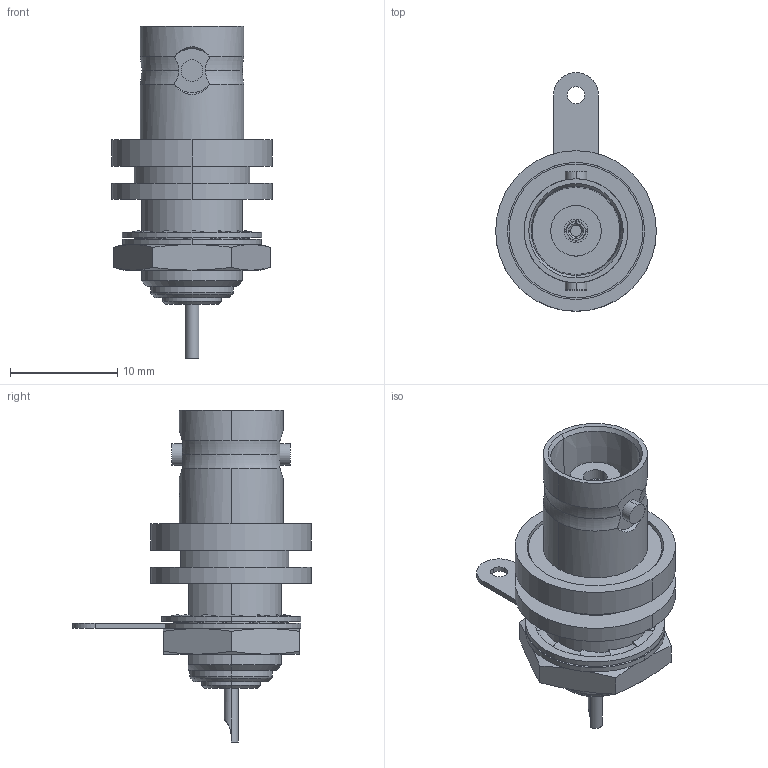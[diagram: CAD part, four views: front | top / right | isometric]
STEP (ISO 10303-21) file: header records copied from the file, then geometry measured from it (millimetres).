
FILE_DESCRIPTION (( 'STEP AP214' ), '1' );
FILE_NAME ('J01003D1286.STEP', '2018-07-12T13:28:29', ( '' ), ( '' ), 'SwSTEP 2.0', 'SolidWorks 2017', '' );
FILE_SCHEMA (( 'AUTOMOTIVE_DESIGN' ));
Length unit declared in the file: millimetre
Products named in the file (1): J01003D1286
Bounding box: 15 x 22.3 x 31 mm (x, y, z)
Volume: 2182.5 mm3; surface area: 2360.5 mm2
Topology: 2 solids, 2 shells, 281 faces, 685 edges, 431 vertices
Faces by surface type: plane 127, cylinder 64, cone 46, bspline 36, torus 8
Entity records: 11875 total; most frequent: CARTESIAN_POINT 2494, ORIENTED_EDGE 1370, DIRECTION 1219, EDGE_CURVE 685, AXIS2_PLACEMENT_3D 432, VERTEX_POINT 431, VECTOR 355, LINE 355
